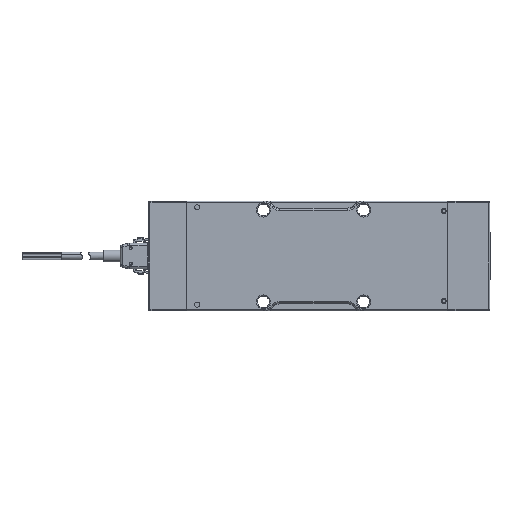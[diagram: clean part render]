
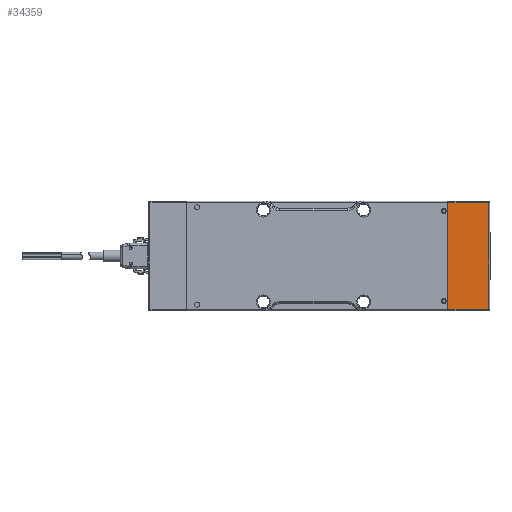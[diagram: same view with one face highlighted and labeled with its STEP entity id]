
A CAD part, top view. The second image highlights one B-rep face of the part: STEP entity #34359.
In plain terms, the highlighted planar face has unit normal (0, 0, 1).
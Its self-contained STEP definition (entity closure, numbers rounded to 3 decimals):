
#3006 = LINE ( 'NONE', #70357, #14979 ) ;
#3026 = VERTEX_POINT ( 'NONE', #54761 ) ;
#3157 = DIRECTION ( 'NONE',  ( 0., -1., 0. ) ) ;
#5800 = ORIENTED_EDGE ( 'NONE', *, *, #26407, .F. ) ;
#13142 = VERTEX_POINT ( 'NONE', #109570 ) ;
#14653 = EDGE_CURVE ( 'NONE', #13142, #33387, #24211, .T. ) ;
#14706 = CARTESIAN_POINT ( 'NONE',  ( -118.239, -13.691, 3.452 ) ) ;
#14979 = VECTOR ( 'NONE', #35691, 1000. ) ;
#19613 = DIRECTION ( 'NONE',  ( 0., 1., 0. ) ) ;
#24211 = LINE ( 'NONE', #37829, #108477 ) ;
#26407 = EDGE_CURVE ( 'NONE', #33387, #77860, #74831, .T. ) ;
#27951 = CARTESIAN_POINT ( 'NONE',  ( -118.239, -13.691, 3.452 ) ) ;
#28853 = ORIENTED_EDGE ( 'NONE', *, *, #14653, .F. ) ;
#29201 = VECTOR ( 'NONE', #3157, 1000. ) ;
#33387 = VERTEX_POINT ( 'NONE', #27951 ) ;
#34359 = ADVANCED_FACE ( 'NONE', ( #54521 ), #39952, .F. ) ;
#35527 = EDGE_LOOP ( 'NONE', ( #102116, #5800, #28853, #72421 ) ) ;
#35691 = DIRECTION ( 'NONE',  ( -1., 0., 0. ) ) ;
#37829 = CARTESIAN_POINT ( 'NONE',  ( -118.239, -30.911, 3.452 ) ) ;
#39952 = PLANE ( 'NONE',  #43824 ) ;
#43824 = AXIS2_PLACEMENT_3D ( 'NONE', #14706, #73904, #83668 ) ;
#45751 = CARTESIAN_POINT ( 'NONE',  ( -105.072, -13.691, 3.452 ) ) ;
#48377 = CARTESIAN_POINT ( 'NONE',  ( -111.656, -13.691, 3.452 ) ) ;
#50553 = LINE ( 'NONE', #54892, #29201 ) ;
#54442 = EDGE_CURVE ( 'NONE', #77860, #3026, #50553, .T. ) ;
#54521 = FACE_OUTER_BOUND ( 'NONE', #35527, .T. ) ;
#54761 = CARTESIAN_POINT ( 'NONE',  ( -105.072, -48.132, 3.452 ) ) ;
#54892 = CARTESIAN_POINT ( 'NONE',  ( -105.072, -30.911, 3.452 ) ) ;
#56229 = DIRECTION ( 'NONE',  ( 1., 0., 0. ) ) ;
#70357 = CARTESIAN_POINT ( 'NONE',  ( -111.656, -48.132, 3.452 ) ) ;
#72421 = ORIENTED_EDGE ( 'NONE', *, *, #77621, .F. ) ;
#73904 = DIRECTION ( 'NONE',  ( 0., 0., -1. ) ) ;
#74831 = LINE ( 'NONE', #48377, #101649 ) ;
#77621 = EDGE_CURVE ( 'NONE', #3026, #13142, #3006, .T. ) ;
#77860 = VERTEX_POINT ( 'NONE', #45751 ) ;
#83668 = DIRECTION ( 'NONE',  ( 1., 0., 0. ) ) ;
#101649 = VECTOR ( 'NONE', #56229, 1000. ) ;
#102116 = ORIENTED_EDGE ( 'NONE', *, *, #54442, .F. ) ;
#108477 = VECTOR ( 'NONE', #19613, 1000. ) ;
#109570 = CARTESIAN_POINT ( 'NONE',  ( -118.239, -48.132, 3.452 ) ) ;
